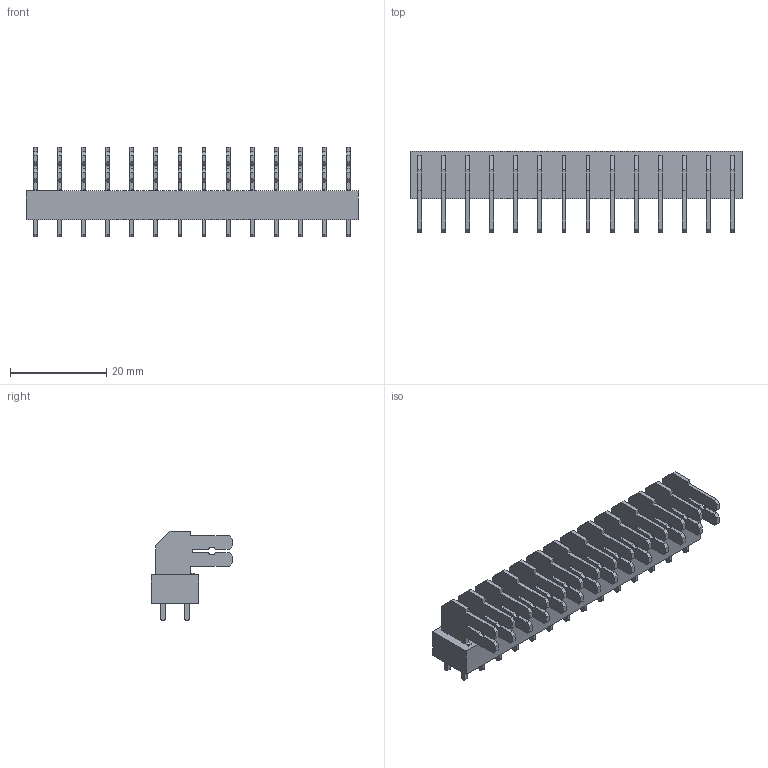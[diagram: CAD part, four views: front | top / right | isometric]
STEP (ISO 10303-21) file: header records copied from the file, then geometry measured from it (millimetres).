
FILE_DESCRIPTION(('CATIA V5 STEP Exchange','CAx-IF Rec.Pracs.--- Model Styling and Organization---1.2---2011-12-15'),'2;1');
FILE_NAME ('D1464931_0_9511530000_9511530000.stp','2018-08-31T15:33:20+00:00',('none'),('Weidmueller'),'CATIA Version 5-6 Release 2014','CATIA V5 STEP AP214','none');
FILE_SCHEMA(('AUTOMOTIVE_DESIGN { 1 0 10303 214 1 1 1 1 }'));
Length unit declared in the file: millimetre
Products named in the file (1): 9511530000
Bounding box: 69 x 16.85 x 18.5 mm (x, y, z)
Volume: 5348.9 mm3; surface area: 7570.7 mm2
Topology: 15 solids, 15 shells, 580 faces, 1650 edges, 1100 vertices
Faces by surface type: plane 510, cylinder 70
Entity records: 16146 total; most frequent: ORIENTED_EDGE 3300, CARTESIAN_POINT 2844, DIRECTION 1836, EDGE_CURVE 1650, VECTOR 1510, LINE 1510, VERTEX_POINT 1100, EDGE_LOOP 636
